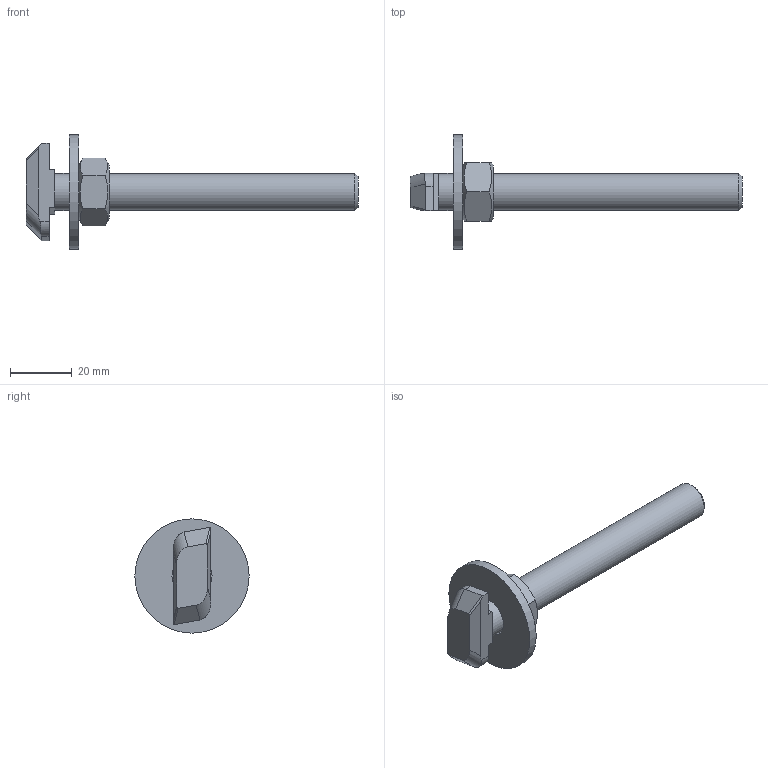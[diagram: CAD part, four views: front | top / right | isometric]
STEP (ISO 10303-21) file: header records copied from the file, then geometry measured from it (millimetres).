
FILE_DESCRIPTION(/* description */ (''),/* implementation_level */ '2;1');
FILE_NAME(/* name */ '151342.stp',/* time_stamp */ '2015-03-23T15:07:59+01:00',/* author */ ('DMK009'),/* organization */ (''),/* preprocessor_version */ 'ST-DEVELOPER v15.2',/* originating_system */ 'Autodesk Inventor 2014',/* authorisation */ '');
FILE_SCHEMA (('AUTOMOTIVE_DESIGN { 1 0 10303 214 3 1 1 }'));
Length unit declared in the file: millimetre
Products named in the file (1): 151342
Bounding box: 107.5 x 37 x 37 mm (x, y, z)
Volume: 18302.1 mm3; surface area: 7645.1 mm2
Topology: 1 solids, 1 shells, 41 faces, 101 edges, 66 vertices
Faces by surface type: plane 28, cylinder 10, cone 3
Full cylindrical faces by diameter (mm): 12 x2, 13 x1, 37 x1
Entity records: 1242 total; most frequent: CARTESIAN_POINT 248, DIRECTION 192, ORIENTED_EDGE 184, EDGE_CURVE 92, AXIS2_PLACEMENT_3D 72, VERTEX_POINT 64, EDGE_LOOP 52, LINE 48
